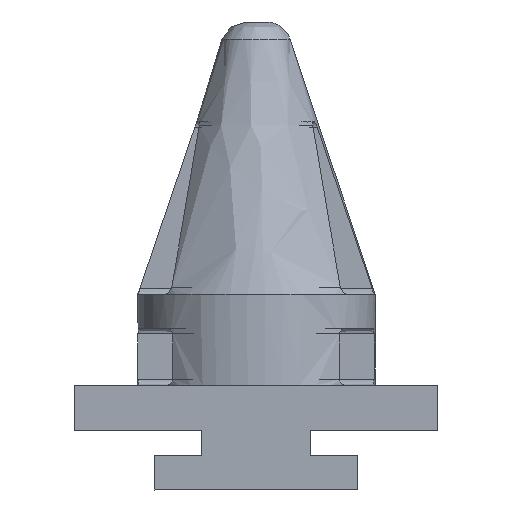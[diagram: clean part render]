
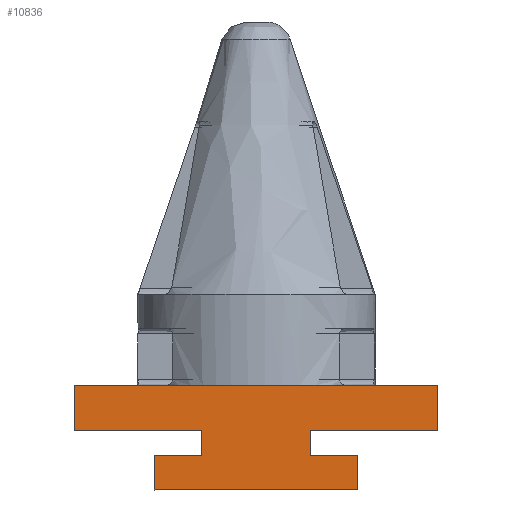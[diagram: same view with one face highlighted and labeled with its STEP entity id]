
A CAD part, left-side view. The second image highlights one B-rep face of the part: STEP entity #10836.
In plain terms, the highlighted free-form (B-spline) face has degree [1, 1] with [2, 2] control points.
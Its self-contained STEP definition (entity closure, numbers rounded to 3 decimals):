
#235=CARTESIAN_POINT('',(-32.347,-17.21,43.003));
#236=VERTEX_POINT('',#235);
#242=CARTESIAN_POINT('',(-32.347,-17.47,43.003));
#243=VERTEX_POINT('',#242);
#244=CARTESIAN_POINT('',(-32.347,-17.21,43.003));
#245=CARTESIAN_POINT('',(-32.347,-17.47,43.003));
#246=QUASI_UNIFORM_CURVE('',1,(#244,#245),.UNSPECIFIED.,.F.,.U.);
#247=EDGE_CURVE('',#236,#243,#246,.T.);
#263=CARTESIAN_POINT('',(-32.347,-17.21,43.143));
#264=VERTEX_POINT('',#263);
#270=CARTESIAN_POINT('',(-32.347,-17.21,43.143));
#271=CARTESIAN_POINT('',(-32.347,-17.21,43.003));
#272=QUASI_UNIFORM_CURVE('',1,(#270,#271),.UNSPECIFIED.,.F.,.U.);
#273=EDGE_CURVE('',#264,#236,#272,.T.);
#285=CARTESIAN_POINT('',(-32.347,-17.91,43.143));
#286=VERTEX_POINT('',#285);
#292=CARTESIAN_POINT('',(-32.347,-17.91,43.143));
#293=CARTESIAN_POINT('',(-32.347,-17.21,43.143));
#294=QUASI_UNIFORM_CURVE('',1,(#292,#293),.UNSPECIFIED.,.F.,.U.);
#295=EDGE_CURVE('',#286,#264,#294,.T.);
#307=CARTESIAN_POINT('',(-32.347,-17.91,43.393));
#308=VERTEX_POINT('',#307);
#314=CARTESIAN_POINT('',(-32.347,-17.91,43.393));
#315=CARTESIAN_POINT('',(-32.347,-17.91,43.143));
#316=QUASI_UNIFORM_CURVE('',1,(#314,#315),.UNSPECIFIED.,.F.,.U.);
#317=EDGE_CURVE('',#308,#286,#316,.T.);
#329=CARTESIAN_POINT('',(-32.347,-15.91,43.393));
#330=VERTEX_POINT('',#329);
#336=CARTESIAN_POINT('',(-32.347,-15.91,43.393));
#337=CARTESIAN_POINT('',(-32.347,-17.91,43.393));
#338=QUASI_UNIFORM_CURVE('',1,(#336,#337),.UNSPECIFIED.,.F.,.U.);
#339=EDGE_CURVE('',#330,#308,#338,.T.);
#1142=CARTESIAN_POINT('',(-32.347,-15.91,43.143));
#1143=VERTEX_POINT('',#1142);
#1149=CARTESIAN_POINT('',(-32.347,-15.91,43.143));
#1150=CARTESIAN_POINT('',(-32.347,-15.91,43.393));
#1151=QUASI_UNIFORM_CURVE('',1,(#1149,#1150),.UNSPECIFIED.,.F.,.U.);
#1152=EDGE_CURVE('',#1143,#330,#1151,.T.);
#10783=CARTESIAN_POINT('',(-32.347,-15.81,43.422));
#10784=CARTESIAN_POINT('',(-32.347,-15.81,42.787));
#10785=CARTESIAN_POINT('',(-32.347,-18.01,43.422));
#10786=CARTESIAN_POINT('',(-32.347,-18.01,42.787));
#10787=QUASI_UNIFORM_SURFACE('',1,1,((#10783,#10785),(#10784,#10786)),.UNSPECIFIED.,.F.,.F.,.U.);
#10788=ORIENTED_EDGE('',*,*,#1152,.F.);
#10789=CARTESIAN_POINT('',(-32.347,-16.61,43.143));
#10790=VERTEX_POINT('',#10789);
#10791=CARTESIAN_POINT('',(-32.347,-16.61,43.143));
#10792=CARTESIAN_POINT('',(-32.347,-15.91,43.143));
#10793=QUASI_UNIFORM_CURVE('',1,(#10791,#10792),.UNSPECIFIED.,.F.,.U.);
#10794=EDGE_CURVE('',#10790,#1143,#10793,.T.);
#10795=ORIENTED_EDGE('',*,*,#10794,.F.);
#10796=CARTESIAN_POINT('',(-32.347,-16.61,43.003));
#10797=VERTEX_POINT('',#10796);
#10798=CARTESIAN_POINT('',(-32.347,-16.61,43.003));
#10799=CARTESIAN_POINT('',(-32.347,-16.61,43.143));
#10800=QUASI_UNIFORM_CURVE('',1,(#10798,#10799),.UNSPECIFIED.,.F.,.U.);
#10801=EDGE_CURVE('',#10797,#10790,#10800,.T.);
#10802=ORIENTED_EDGE('',*,*,#10801,.F.);
#10803=CARTESIAN_POINT('',(-32.347,-16.35,43.003));
#10804=VERTEX_POINT('',#10803);
#10805=CARTESIAN_POINT('',(-32.347,-16.35,43.003));
#10806=CARTESIAN_POINT('',(-32.347,-16.61,43.003));
#10807=QUASI_UNIFORM_CURVE('',1,(#10805,#10806),.UNSPECIFIED.,.F.,.U.);
#10808=EDGE_CURVE('',#10804,#10797,#10807,.T.);
#10809=ORIENTED_EDGE('',*,*,#10808,.F.);
#10810=CARTESIAN_POINT('',(-32.347,-16.35,42.816));
#10811=VERTEX_POINT('',#10810);
#10812=CARTESIAN_POINT('',(-32.347,-16.35,42.816));
#10813=CARTESIAN_POINT('',(-32.347,-16.35,43.003));
#10814=QUASI_UNIFORM_CURVE('',1,(#10812,#10813),.UNSPECIFIED.,.F.,.U.);
#10815=EDGE_CURVE('',#10811,#10804,#10814,.T.);
#10816=ORIENTED_EDGE('',*,*,#10815,.F.);
#10817=CARTESIAN_POINT('',(-32.347,-17.47,42.816));
#10818=VERTEX_POINT('',#10817);
#10819=CARTESIAN_POINT('',(-32.347,-17.47,42.816));
#10820=CARTESIAN_POINT('',(-32.347,-16.35,42.816));
#10821=QUASI_UNIFORM_CURVE('',1,(#10819,#10820),.UNSPECIFIED.,.F.,.U.);
#10822=EDGE_CURVE('',#10818,#10811,#10821,.T.);
#10823=ORIENTED_EDGE('',*,*,#10822,.F.);
#10824=CARTESIAN_POINT('',(-32.347,-17.47,43.003));
#10825=CARTESIAN_POINT('',(-32.347,-17.47,42.816));
#10826=QUASI_UNIFORM_CURVE('',1,(#10824,#10825),.UNSPECIFIED.,.F.,.U.);
#10827=EDGE_CURVE('',#243,#10818,#10826,.T.);
#10828=ORIENTED_EDGE('',*,*,#10827,.F.);
#10829=ORIENTED_EDGE('',*,*,#247,.F.);
#10830=ORIENTED_EDGE('',*,*,#273,.F.);
#10831=ORIENTED_EDGE('',*,*,#295,.F.);
#10832=ORIENTED_EDGE('',*,*,#317,.F.);
#10833=ORIENTED_EDGE('',*,*,#339,.F.);
#10834=EDGE_LOOP('',(#10788,#10795,#10802,#10809,#10816,#10823,#10828,#10829,#10830,#10831,#10832,#10833));
#10835=FACE_OUTER_BOUND('',#10834,.T.);
#10836=ADVANCED_FACE('',(#10835),#10787,.T.);
